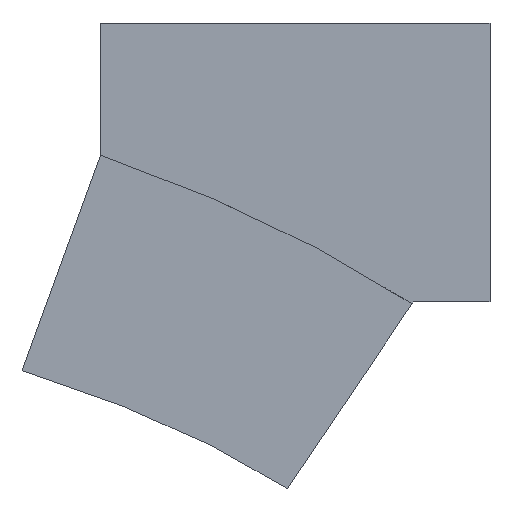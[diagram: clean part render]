
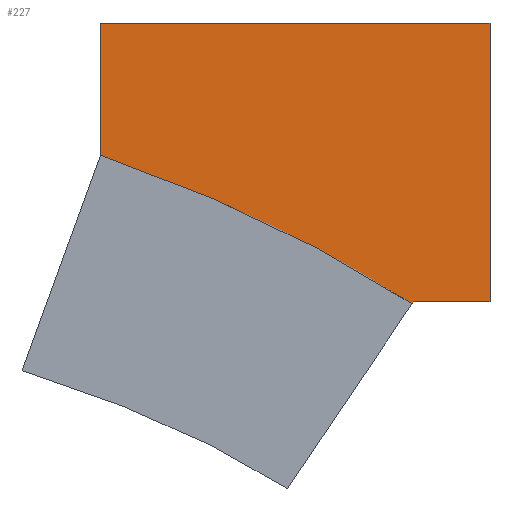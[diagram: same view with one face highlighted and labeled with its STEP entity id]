
A CAD part, front view. The second image highlights one B-rep face of the part: STEP entity #227.
In plain terms, the highlighted planar face has unit normal (0, -1, 0).
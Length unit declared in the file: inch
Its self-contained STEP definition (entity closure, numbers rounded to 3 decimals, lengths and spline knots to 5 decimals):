
#19=B_SPLINE_CURVE_WITH_KNOTS('',3,(#317,#318,#319,#320,#321,#322,#323,
#324,#325,#326,#327,#328,#329),.UNSPECIFIED.,.F.,.F.,(4,3,3,3,4),(-174.9789,
-164.64903,-150.38212,-135.9377,-124.68791),
 .UNSPECIFIED.);
#35=FACE_OUTER_BOUND('',#48,.T.);
#48=EDGE_LOOP('',(#155,#156,#157,#158,#159,#160,#161));
#63=LINE('',#309,#81);
#64=LINE('',#313,#82);
#65=LINE('',#315,#83);
#66=LINE('',#331,#84);
#67=LINE('',#332,#85);
#68=LINE('',#333,#86);
#81=VECTOR('',#269,0.3937);
#82=VECTOR('',#272,0.3937);
#83=VECTOR('',#273,0.3937);
#84=VECTOR('',#274,0.3937);
#85=VECTOR('',#275,0.3937);
#86=VECTOR('',#276,0.3937);
#96=VERTEX_POINT('',#302);
#99=VERTEX_POINT('',#307);
#100=VERTEX_POINT('',#311);
#101=VERTEX_POINT('',#312);
#102=VERTEX_POINT('',#314);
#103=VERTEX_POINT('',#316);
#104=VERTEX_POINT('',#330);
#121=EDGE_CURVE('',#99,#96,#63,.T.);
#122=EDGE_CURVE('',#100,#101,#64,.T.);
#123=EDGE_CURVE('',#101,#102,#65,.T.);
#124=EDGE_CURVE('',#103,#102,#19,.T.);
#125=EDGE_CURVE('',#103,#104,#66,.T.);
#126=EDGE_CURVE('',#104,#96,#67,.T.);
#127=EDGE_CURVE('',#100,#99,#68,.T.);
#155=ORIENTED_EDGE('',*,*,#122,.T.);
#156=ORIENTED_EDGE('',*,*,#123,.T.);
#157=ORIENTED_EDGE('',*,*,#124,.F.);
#158=ORIENTED_EDGE('',*,*,#125,.T.);
#159=ORIENTED_EDGE('',*,*,#126,.T.);
#160=ORIENTED_EDGE('',*,*,#121,.F.);
#161=ORIENTED_EDGE('',*,*,#127,.F.);
#218=PLANE('',#254);
#227=ADVANCED_FACE('',(#35),#218,.T.);
#254=AXIS2_PLACEMENT_3D('',#310,#270,#271);
#269=DIRECTION('',(0.,0.,-1.));
#270=DIRECTION('center_axis',(0.,-1.,0.));
#271=DIRECTION('ref_axis',(-1.,0.,0.));
#272=DIRECTION('',(0.,0.,-1.));
#273=DIRECTION('',(-0.342,0.,-0.94));
#274=DIRECTION('',(0.559,0.,0.829));
#275=DIRECTION('',(1.,0.,0.));
#276=DIRECTION('',(1.,0.,0.));
#302=CARTESIAN_POINT('',(71.,-2.,23.47791));
#307=CARTESIAN_POINT('',(71.,-2.,39.5001));
#309=CARTESIAN_POINT('',(71.,-2.,39.5001));
#310=CARTESIAN_POINT('Origin',(71.,-2.,39.5001));
#311=CARTESIAN_POINT('',(48.60003,-2.,39.5001));
#312=CARTESIAN_POINT('',(48.60003,-2.,31.94013));
#313=CARTESIAN_POINT('',(48.60003,-2.,39.5001));
#314=CARTESIAN_POINT('',(48.59309,-2.,31.92105));
#315=CARTESIAN_POINT('',(51.12504,-2.,38.87755));
#316=CARTESIAN_POINT('',(66.51712,-2.,23.36623));
#317=CARTESIAN_POINT('Ctrl Pts',(66.51712,-2.,23.36623));
#318=CARTESIAN_POINT('Ctrl Pts',(65.44904,-2.,24.06324));
#319=CARTESIAN_POINT('Ctrl Pts',(64.34952,-2.,24.73296));
#320=CARTESIAN_POINT('Ctrl Pts',(63.21715,-2.,25.37954));
#321=CARTESIAN_POINT('Ctrl Pts',(61.6532,-2.,26.27256));
#322=CARTESIAN_POINT('Ctrl Pts',(60.02658,-2.,27.12145));
#323=CARTESIAN_POINT('Ctrl Pts',(58.33633,-2.,27.93069));
#324=CARTESIAN_POINT('Ctrl Pts',(56.62505,-2.,28.75001));
#325=CARTESIAN_POINT('Ctrl Pts',(54.84853,-2.,29.52868));
#326=CARTESIAN_POINT('Ctrl Pts',(53.00803,-2.,30.26757));
#327=CARTESIAN_POINT('Ctrl Pts',(51.57459,-2.,30.84304));
#328=CARTESIAN_POINT('Ctrl Pts',(50.10235,-2.,31.39437));
#329=CARTESIAN_POINT('Ctrl Pts',(48.59309,-2.,31.92105));
#330=CARTESIAN_POINT('',(66.59245,-2.,23.47791));
#331=CARTESIAN_POINT('',(67.37295,-2.,24.63505));
#332=CARTESIAN_POINT('',(68.79622,-2.,23.47791));
#333=CARTESIAN_POINT('',(0.,-2.,39.5001));
